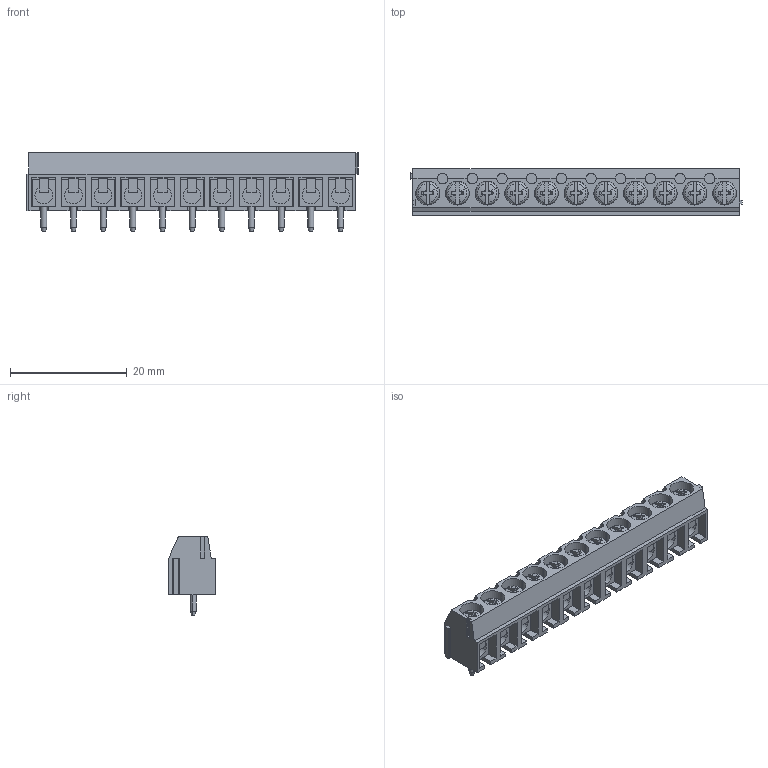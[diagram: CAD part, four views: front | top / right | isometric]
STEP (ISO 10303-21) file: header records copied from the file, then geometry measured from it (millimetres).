
FILE_DESCRIPTION(('CATIA V5 STEP Exchange','CAx-IF Rec.Pracs.--- Model Styling and Organization---1.4--- 2014-01-23'),'2;1');
FILE_NAME ('D1449992_1_1234630000_1234630000.stp','2021-04-07T13:48:33+00:00',('none'),('Weidmueller'),'CATIA Version 5-6 Release 2016 SP3 HF44','CATIA V5 STEP AP214','none');
FILE_SCHEMA(('AUTOMOTIVE_DESIGN { 1 0 10303 214 1 1 1 1 }'));
Length unit declared in the file: millimetre
Products named in the file (1): 1234630000
Bounding box: 56.83 x 8 x 13.5 mm (x, y, z)
Volume: 2960.8 mm3; surface area: 5790.8 mm2
Topology: 23 solids, 23 shells, 706 faces, 1866 edges, 1228 vertices
Faces by surface type: plane 432, cylinder 120, cone 66, torus 44, revolution 44
Entity records: 20760 total; most frequent: CARTESIAN_POINT 5228, ORIENTED_EDGE 3732, DIRECTION 2222, EDGE_CURVE 1866, VERTEX_POINT 1228, VECTOR 1060, LINE 1060, AXIS2_PLACEMENT_3D 827
